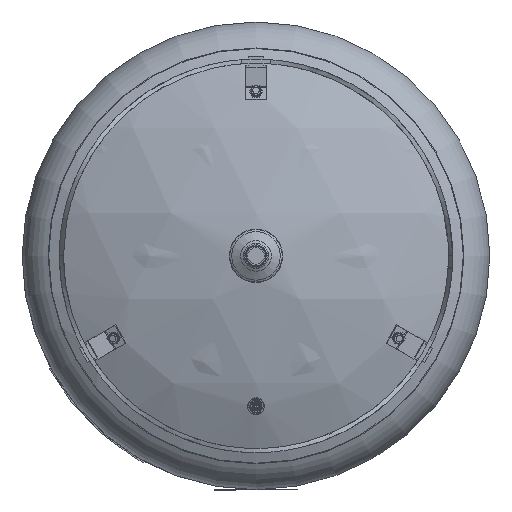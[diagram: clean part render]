
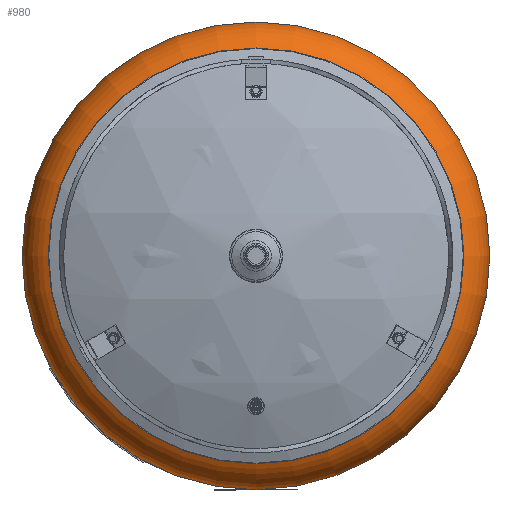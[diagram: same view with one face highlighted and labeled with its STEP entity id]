
A CAD part, front view. The second image highlights one B-rep face of the part: STEP entity #980.
In plain terms, the highlighted toroidal (fillet/blend) face has major radius 224 mm and minor radius 56 mm.
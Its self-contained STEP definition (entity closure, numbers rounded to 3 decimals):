
#953=CARTESIAN_POINT('',(0.,-820.551,0.));
#954=DIRECTION('',(0.,-1.0,0.));
#955=DIRECTION('',(0.0,0.0,1.0));
#956=AXIS2_PLACEMENT_3D('',#953,#954,#955);
#957=TOROIDAL_SURFACE('',#956,224.0,56.0);
#958=CARTESIAN_POINT('',(248.889,-870.717,0.));
#959=VERTEX_POINT('',#958);
#960=CARTESIAN_POINT('',(0.,-870.717,0.));
#961=DIRECTION('',(0.0,-1.0,0.0));
#962=DIRECTION('',(1.0,0.0,0.0));
#963=AXIS2_PLACEMENT_3D('',#960,#961,#962);
#964=CIRCLE('',#963,248.889);
#965=EDGE_CURVE('',#959,#959,#964,.T.);
#966=ORIENTED_EDGE('',*,*,#965,.F.);
#967=EDGE_LOOP('',(#966));
#968=FACE_OUTER_BOUND('',#967,.T.);
#969=CARTESIAN_POINT('',(280.,-820.551,0.));
#970=VERTEX_POINT('',#969);
#971=CARTESIAN_POINT('',(0.,-820.551,0.));
#972=DIRECTION('',(0.0,-1.0,0.0));
#973=DIRECTION('',(1.0,0.0,0.0));
#974=AXIS2_PLACEMENT_3D('',#971,#972,#973);
#975=CIRCLE('',#974,280.);
#976=EDGE_CURVE('',#970,#970,#975,.T.);
#977=ORIENTED_EDGE('',*,*,#976,.T.);
#978=EDGE_LOOP('',(#977));
#979=FACE_BOUND('',#978,.T.);
#980=ADVANCED_FACE('',(#968,#979),#957,.T.);
